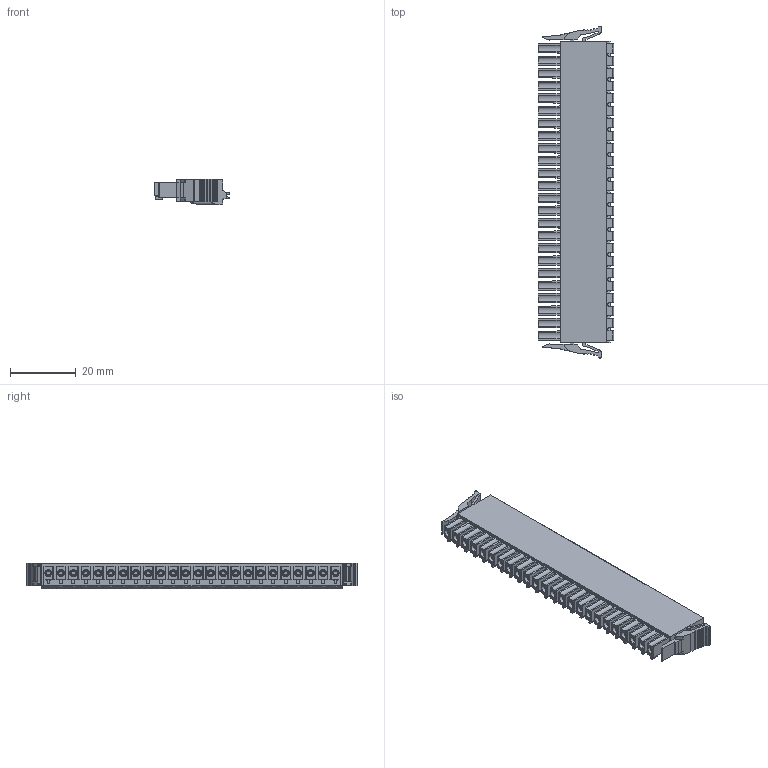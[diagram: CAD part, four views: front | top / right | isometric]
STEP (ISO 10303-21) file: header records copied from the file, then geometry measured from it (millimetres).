
FILE_DESCRIPTION((''),'2;1');
FILE_NAME('TLPSL-107-22P-X','2024-09-25T',('sheji'),(''),'PRO/ENGINEER BY PARAMETRIC TECHNOLOGY CORPORATION, 2015240','PRO/ENGINEER BY PARAMETRIC TECHNOLOGY CORPORATION, 2015240','');
FILE_SCHEMA(('CONFIG_CONTROL_DESIGN'));
Length unit declared in the file: millimetre
Products named in the file (1): TLPSL-107-22P-X
Bounding box: 22.9 x 101.23 x 7.75 mm (x, y, z)
Volume: 11270.9 mm3; surface area: 8958.5 mm2
Topology: 1 solids, 1 shells, 1683 faces, 4710 edges, 3130 vertices
Faces by surface type: plane 855, cylinder 586, cone 144, torus 48, sphere 44, bspline 6
Entity records: 55777 total; most frequent: CARTESIAN_POINT 11349, DIRECTION 9430, ORIENTED_EDGE 9376, EDGE_CURVE 4688, AXIS2_PLACEMENT_3D 3332, VERTEX_POINT 3130, VECTOR 2766, LINE 2766
